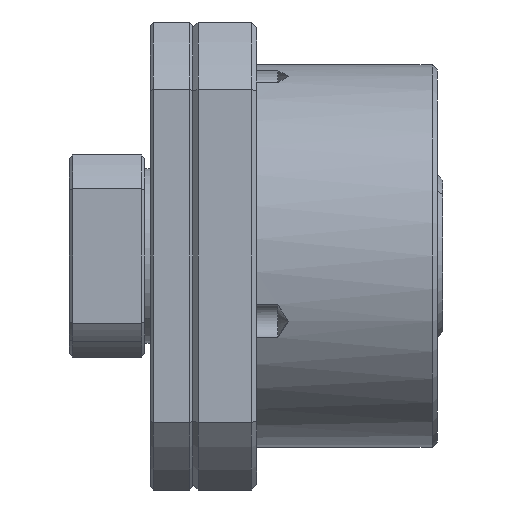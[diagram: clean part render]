
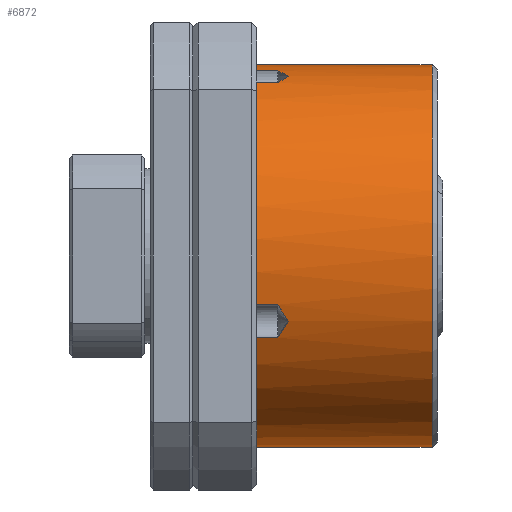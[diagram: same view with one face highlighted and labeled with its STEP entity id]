
A CAD part, front view. The second image highlights one B-rep face of the part: STEP entity #6872.
In plain terms, the highlighted cylindrical face has radius 18 mm (diameter 36 mm), a partial arc.
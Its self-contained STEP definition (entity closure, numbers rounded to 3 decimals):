
#1 = VERTEX_POINT ( 'NONE', #9262 ) ;
#3 = VERTEX_POINT ( 'NONE', #9261 ) ;
#16 = B_SPLINE_CURVE_WITH_KNOTS ( 'NONE', 3,
 ( #8851, #8863, #8864, #8865 ),
 .UNSPECIFIED., .F., .F.,
 ( 4, 4 ),
 ( 0., 0.002 ),
 .UNSPECIFIED. ) ;
#17 = B_SPLINE_CURVE_WITH_KNOTS ( 'NONE', 3,
 ( #8911, #8915, #8916, #8917 ),
 .UNSPECIFIED., .F., .F.,
 ( 4, 4 ),
 ( 0.002, 0.004 ),
 .UNSPECIFIED. ) ;
#25 = B_SPLINE_CURVE_WITH_KNOTS ( 'NONE', 3,
 ( #2316, #2319, #2320, #2321 ),
 .UNSPECIFIED., .F., .F.,
 ( 4, 4 ),
 ( 0.002, 0.004 ),
 .UNSPECIFIED. ) ;
#26 = B_SPLINE_CURVE_WITH_KNOTS ( 'NONE', 3,
 ( #2325, #2329, #2330, #2331 ),
 .UNSPECIFIED., .F., .F.,
 ( 4, 4 ),
 ( 0., 0.002 ),
 .UNSPECIFIED. ) ;
#901 = EDGE_CURVE ( 'NONE', #1, #3, #1978, .T. ) ;
#919 = EDGE_CURVE ( 'NONE', #9373, #9252, #1996, .T. ) ;
#934 = EDGE_CURVE ( 'NONE', #9408, #9237, #2051, .T. ) ;
#944 = EDGE_CURVE ( 'NONE', #9254, #9344, #2063, .T. ) ;
#949 = EDGE_CURVE ( 'NONE', #9340, #9342, #16, .T. ) ;
#969 = EDGE_CURVE ( 'NONE', #9252, #9340, #17, .T. ) ;
#973 = EDGE_CURVE ( 'NONE', #9344, #9396, #2101, .T. ) ;
#975 = EDGE_CURVE ( 'NONE', #9408, #9254, #2104, .T. ) ;
#991 = EDGE_CURVE ( 'NONE', #9396, #9405, #2116, .T. ) ;
#1000 = EDGE_CURVE ( 'NONE', #9405, #9397, #25, .T. ) ;
#1003 = EDGE_CURVE ( 'NONE', #9397, #1, #26, .T. ) ;
#1004 = EDGE_CURVE ( 'NONE', #9342, #9249, #2129, .T. ) ;
#1005 = EDGE_CURVE ( 'NONE', #3, #9373, #2133, .T. ) ;
#1008 = EDGE_CURVE ( 'NONE', #9249, #9237, #2136, .T. ) ;
#1289 = AXIS2_PLACEMENT_3D ( 'NONE', #8922, #8929, #8930 ) ;
#1295 = AXIS2_PLACEMENT_3D ( 'NONE', #8928, #8934, #8935 ) ;
#1305 = AXIS2_PLACEMENT_3D ( 'NONE', #2332, #2336, #2337 ) ;
#1309 = AXIS2_PLACEMENT_3D ( 'NONE', #2338, #2345, #2346 ) ;
#1978 = LINE ( 'NONE', #8735, #1984 ) ;
#1984 = VECTOR ( 'NONE', #8738, 1000. ) ;
#1996 = LINE ( 'NONE', #8778, #2004 ) ;
#2004 = VECTOR ( 'NONE', #8783, 1000. ) ;
#2051 = LINE ( 'NONE', #8821, #2053 ) ;
#2053 = VECTOR ( 'NONE', #8822, 1000. ) ;
#2063 = LINE ( 'NONE', #8840, #2065 ) ;
#2065 = VECTOR ( 'NONE', #8850, 1000. ) ;
#2101 = CIRCLE ( 'NONE', #1289, 18. ) ;
#2104 = CIRCLE ( 'NONE', #1295, 18. ) ;
#2116 = LINE ( 'NONE', #2294, #2117 ) ;
#2117 = VECTOR ( 'NONE', #2295, 1000. ) ;
#2129 = LINE ( 'NONE', #2333, #2131 ) ;
#2131 = VECTOR ( 'NONE', #2334, 1000. ) ;
#2133 = CIRCLE ( 'NONE', #1305, 18. ) ;
#2136 = CIRCLE ( 'NONE', #1309, 18. ) ;
#2294 = CARTESIAN_POINT ( 'NONE',  ( 0., -4.582, 17.407 ) ) ;
#2295 = DIRECTION ( 'NONE',  ( 1., 0., 0. ) ) ;
#2316 = CARTESIAN_POINT ( 'NONE',  ( 8., -4.582, 17.407 ) ) ;
#2319 = CARTESIAN_POINT ( 'NONE',  ( 8.33, -5.113, 17.267 ) ) ;
#2320 = CARTESIAN_POINT ( 'NONE',  ( 8.661, -5.64, 17.102 ) ) ;
#2321 = CARTESIAN_POINT ( 'NONE',  ( 8.991, -6.156, 16.914 ) ) ;
#2325 = CARTESIAN_POINT ( 'NONE',  ( 8.991, -6.156, 16.914 ) ) ;
#2329 = CARTESIAN_POINT ( 'NONE',  ( 8.661, -6.674, 16.726 ) ) ;
#2330 = CARTESIAN_POINT ( 'NONE',  ( 8.33, -7.182, 16.514 ) ) ;
#2331 = CARTESIAN_POINT ( 'NONE',  ( 8., -7.679, 16.28 ) ) ;
#2332 = CARTESIAN_POINT ( 'NONE',  ( 6., 0., 0. ) ) ;
#2333 = CARTESIAN_POINT ( 'NONE',  ( 0., -16.28, -7.679 ) ) ;
#2334 = DIRECTION ( 'NONE',  ( -1., 0., 0. ) ) ;
#2336 = DIRECTION ( 'NONE',  ( 1., 0., 0. ) ) ;
#2337 = DIRECTION ( 'NONE',  ( 0., 0., 1. ) ) ;
#2338 = CARTESIAN_POINT ( 'NONE',  ( 6., 0., 0. ) ) ;
#2345 = DIRECTION ( 'NONE',  ( 1., 0., 0. ) ) ;
#2346 = DIRECTION ( 'NONE',  ( 0., 0., 1. ) ) ;
#3106 = FACE_OUTER_BOUND ( 'NONE', #9486, .T. ) ;
#3107 = CYLINDRICAL_SURFACE ( 'NONE', #3534, 18. ) ;
#3534 = AXIS2_PLACEMENT_3D ( 'NONE', #4070, #4069, #4068 ) ;
#4068 = DIRECTION ( 'NONE',  ( 0., 0., 1. ) ) ;
#4069 = DIRECTION ( 'NONE',  ( -1., 0., 0. ) ) ;
#4070 = CARTESIAN_POINT ( 'NONE',  ( -5.326, 0., 0. ) ) ;
#6872 = ADVANCED_FACE ( 'NONE', ( #3106 ), #3107, .T. ) ;
#7874 = CARTESIAN_POINT ( 'NONE',  ( 6., 0., -18. ) ) ;
#7919 = CARTESIAN_POINT ( 'NONE',  ( 6., -16.28, -7.679 ) ) ;
#7922 = CARTESIAN_POINT ( 'NONE',  ( 8., -17.407, -4.582 ) ) ;
#7924 = CARTESIAN_POINT ( 'NONE',  ( 22.5, 0., 18. ) ) ;
#7942 = CARTESIAN_POINT ( 'NONE',  ( 6., 0., 18. ) ) ;
#7945 = CARTESIAN_POINT ( 'NONE',  ( 8.991, -16.914, -6.156 ) ) ;
#7947 = CARTESIAN_POINT ( 'NONE',  ( 8., -16.28, -7.679 ) ) ;
#7974 = CARTESIAN_POINT ( 'NONE',  ( 6., -17.407, -4.582 ) ) ;
#7997 = CARTESIAN_POINT ( 'NONE',  ( 6., -4.582, 17.407 ) ) ;
#7998 = CARTESIAN_POINT ( 'NONE',  ( 8.991, -6.156, 16.914 ) ) ;
#8006 = CARTESIAN_POINT ( 'NONE',  ( 8., -4.582, 17.407 ) ) ;
#8009 = CARTESIAN_POINT ( 'NONE',  ( 22.5, 0., -18. ) ) ;
#8735 = CARTESIAN_POINT ( 'NONE',  ( 0., -7.679, 16.28 ) ) ;
#8738 = DIRECTION ( 'NONE',  ( -1., 0., 0. ) ) ;
#8778 = CARTESIAN_POINT ( 'NONE',  ( 0., -17.407, -4.582 ) ) ;
#8783 = DIRECTION ( 'NONE',  ( 1., 0., 0. ) ) ;
#8821 = CARTESIAN_POINT ( 'NONE',  ( -5.326, 0., -18. ) ) ;
#8822 = DIRECTION ( 'NONE',  ( -1., 0., 0. ) ) ;
#8840 = CARTESIAN_POINT ( 'NONE',  ( -5.326, 0., 18. ) ) ;
#8850 = DIRECTION ( 'NONE',  ( -1., 0., 0. ) ) ;
#8851 = CARTESIAN_POINT ( 'NONE',  ( 8.991, -16.914, -6.156 ) ) ;
#8863 = CARTESIAN_POINT ( 'NONE',  ( 8.661, -16.726, -6.674 ) ) ;
#8864 = CARTESIAN_POINT ( 'NONE',  ( 8.33, -16.514, -7.182 ) ) ;
#8865 = CARTESIAN_POINT ( 'NONE',  ( 8., -16.28, -7.679 ) ) ;
#8911 = CARTESIAN_POINT ( 'NONE',  ( 8., -17.407, -4.582 ) ) ;
#8915 = CARTESIAN_POINT ( 'NONE',  ( 8.33, -17.267, -5.113 ) ) ;
#8916 = CARTESIAN_POINT ( 'NONE',  ( 8.661, -17.102, -5.64 ) ) ;
#8917 = CARTESIAN_POINT ( 'NONE',  ( 8.991, -16.914, -6.156 ) ) ;
#8922 = CARTESIAN_POINT ( 'NONE',  ( 6., 0., 0. ) ) ;
#8928 = CARTESIAN_POINT ( 'NONE',  ( 22.5, 0., 0. ) ) ;
#8929 = DIRECTION ( 'NONE',  ( 1., 0., 0. ) ) ;
#8930 = DIRECTION ( 'NONE',  ( 0., 0., 1. ) ) ;
#8934 = DIRECTION ( 'NONE',  ( -1., 0., 0. ) ) ;
#8935 = DIRECTION ( 'NONE',  ( 0., 0., 1. ) ) ;
#9237 = VERTEX_POINT ( 'NONE', #7874 ) ;
#9249 = VERTEX_POINT ( 'NONE', #7919 ) ;
#9252 = VERTEX_POINT ( 'NONE', #7922 ) ;
#9254 = VERTEX_POINT ( 'NONE', #7924 ) ;
#9261 = CARTESIAN_POINT ( 'NONE',  ( 6., -7.679, 16.28 ) ) ;
#9262 = CARTESIAN_POINT ( 'NONE',  ( 8., -7.679, 16.28 ) ) ;
#9340 = VERTEX_POINT ( 'NONE', #7945 ) ;
#9342 = VERTEX_POINT ( 'NONE', #7947 ) ;
#9344 = VERTEX_POINT ( 'NONE', #7942 ) ;
#9373 = VERTEX_POINT ( 'NONE', #7974 ) ;
#9396 = VERTEX_POINT ( 'NONE', #7997 ) ;
#9397 = VERTEX_POINT ( 'NONE', #7998 ) ;
#9405 = VERTEX_POINT ( 'NONE', #8006 ) ;
#9408 = VERTEX_POINT ( 'NONE', #8009 ) ;
#9486 = EDGE_LOOP ( 'NONE', ( #9625, #9626, #9627, #9628, #9629, #9630, #9631, #9632, #9633, #9634, #9635, #9636, #9637, #9638 ) ) ;
#9625 = ORIENTED_EDGE ( 'NONE', *, *, #934, .F. ) ;
#9626 = ORIENTED_EDGE ( 'NONE', *, *, #975, .T. ) ;
#9627 = ORIENTED_EDGE ( 'NONE', *, *, #944, .T. ) ;
#9628 = ORIENTED_EDGE ( 'NONE', *, *, #973, .T. ) ;
#9629 = ORIENTED_EDGE ( 'NONE', *, *, #991, .T. ) ;
#9630 = ORIENTED_EDGE ( 'NONE', *, *, #1000, .T. ) ;
#9631 = ORIENTED_EDGE ( 'NONE', *, *, #1003, .T. ) ;
#9632 = ORIENTED_EDGE ( 'NONE', *, *, #901, .T. ) ;
#9633 = ORIENTED_EDGE ( 'NONE', *, *, #1005, .T. ) ;
#9634 = ORIENTED_EDGE ( 'NONE', *, *, #919, .T. ) ;
#9635 = ORIENTED_EDGE ( 'NONE', *, *, #969, .T. ) ;
#9636 = ORIENTED_EDGE ( 'NONE', *, *, #949, .T. ) ;
#9637 = ORIENTED_EDGE ( 'NONE', *, *, #1004, .T. ) ;
#9638 = ORIENTED_EDGE ( 'NONE', *, *, #1008, .T. ) ;
